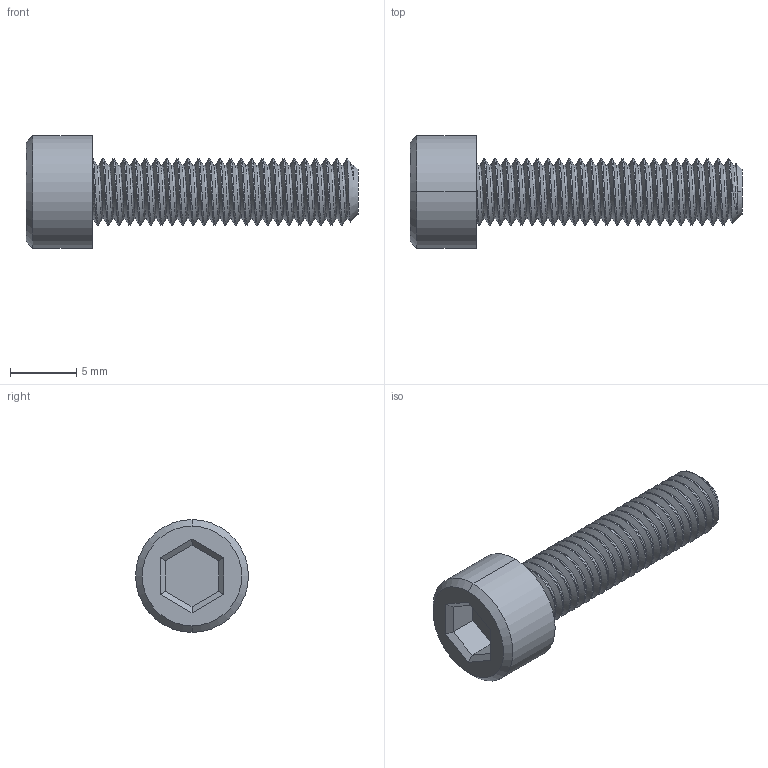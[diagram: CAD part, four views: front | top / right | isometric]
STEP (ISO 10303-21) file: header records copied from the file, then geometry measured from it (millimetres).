
FILE_DESCRIPTION (( 'STEP AP203' ), '1' );
FILE_NAME ('M5x20_Default_sldprt.STEP', '2023-10-06T16:34:13', ( '' ), ( '' ), 'SwSTEP 2.0', 'SolidWorks 2021', '' );
FILE_SCHEMA (( 'CONFIG_CONTROL_DESIGN' ));
Length unit declared in the file: millimetre
Products named in the file (1): M5x20_Default_sldprt
Bounding box: 25 x 8.5 x 8.5 mm (x, y, z)
Volume: 558.3 mm3; surface area: 733 mm2
Topology: 1 solids, 1 shells, 76 faces, 207 edges, 135 vertices
Faces by surface type: cylinder 52, plane 16, cone 5, bspline 3
Entity records: 7126 total; most frequent: CARTESIAN_POINT 5447, ORIENTED_EDGE 414, DIRECTION 258, EDGE_CURVE 207, VERTEX_POINT 135, LINE 86, VECTOR 86, AXIS2_PLACEMENT_3D 86
